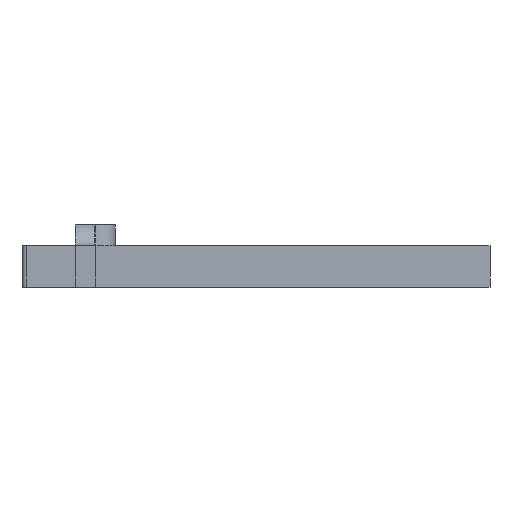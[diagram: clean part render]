
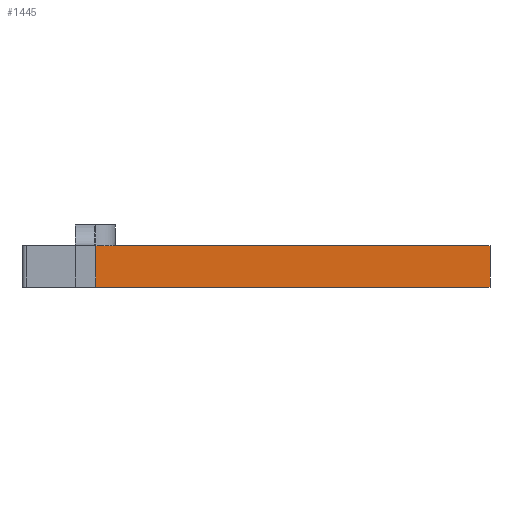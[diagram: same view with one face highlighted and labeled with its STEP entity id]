
A CAD part, front view. The second image highlights one B-rep face of the part: STEP entity #1445.
In plain terms, the highlighted planar face has unit normal (0, -1, 0).
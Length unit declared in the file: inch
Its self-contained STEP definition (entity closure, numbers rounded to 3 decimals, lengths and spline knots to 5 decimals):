
#21 = CARTESIAN_POINT ( 'NONE',  ( -2.5, -0.2, 0.25 ) ) ;
#83 = CARTESIAN_POINT ( 'NONE',  ( -2.0208, -0.2, 0.25 ) ) ;
#144 = DIRECTION ( 'NONE',  ( 1., 0., 0. ) ) ;
#151 = VECTOR ( 'NONE', #144, 39.37008 ) ;
#172 = CARTESIAN_POINT ( 'NONE',  ( 2.5, -0.2, -0.25 ) ) ;
#223 = DIRECTION ( 'NONE',  ( 0., 0., -1. ) ) ;
#362 = AXIS2_PLACEMENT_3D ( 'NONE', #21, #1022, #2329 ) ;
#495 = ORIENTED_EDGE ( 'NONE', *, *, #4435, .F. ) ;
#613 = VERTEX_POINT ( 'NONE', #172 ) ;
#693 = VECTOR ( 'NONE', #223, 39.37008 ) ;
#995 = CARTESIAN_POINT ( 'NONE',  ( -2.25, -0.2, -0.25 ) ) ;
#1022 = DIRECTION ( 'NONE',  ( 0., 1., 0. ) ) ;
#1040 = LINE ( 'NONE', #1101, #693 ) ;
#1059 = CARTESIAN_POINT ( 'NONE',  ( 2.5, -0.2, 0.25 ) ) ;
#1101 = CARTESIAN_POINT ( 'NONE',  ( 2.5, -0.2, 0.25 ) ) ;
#1329 = VERTEX_POINT ( 'NONE', #1059 ) ;
#1445 = ADVANCED_FACE ( 'NONE', ( #6019 ), #1845, .F. ) ;
#1478 = EDGE_CURVE ( 'NONE', #4883, #1641, #1934, .T. ) ;
#1641 = VERTEX_POINT ( 'NONE', #5360 ) ;
#1845 = PLANE ( 'NONE',  #362 ) ;
#1905 = DIRECTION ( 'NONE',  ( 1., 0., 0. ) ) ;
#1934 = LINE ( 'NONE', #995, #2876 ) ;
#2183 = VECTOR ( 'NONE', #4178, 39.37008 ) ;
#2202 = ORIENTED_EDGE ( 'NONE', *, *, #3332, .T. ) ;
#2291 = VERTEX_POINT ( 'NONE', #83 ) ;
#2319 = CARTESIAN_POINT ( 'NONE',  ( -2.5, -0.2, 0.25 ) ) ;
#2329 = DIRECTION ( 'NONE',  ( -1., 0., 0. ) ) ;
#2727 = CARTESIAN_POINT ( 'NONE',  ( -2.5, -0.2, -0.25 ) ) ;
#2773 = LINE ( 'NONE', #2319, #2183 ) ;
#2876 = VECTOR ( 'NONE', #4273, 39.37008 ) ;
#3332 = EDGE_CURVE ( 'NONE', #4883, #613, #5995, .T. ) ;
#3947 = VECTOR ( 'NONE', #1905, 39.37008 ) ;
#3996 = ORIENTED_EDGE ( 'NONE', *, *, #1478, .F. ) ;
#4120 = CARTESIAN_POINT ( 'NONE',  ( -2.25, -0.2, -0.25 ) ) ;
#4178 = DIRECTION ( 'NONE',  ( 1., 0., 0. ) ) ;
#4179 = ORIENTED_EDGE ( 'NONE', *, *, #6016, .F. ) ;
#4186 = CARTESIAN_POINT ( 'NONE',  ( -2.5, -0.2, 0.25 ) ) ;
#4214 = LINE ( 'NONE', #4186, #3947 ) ;
#4273 = DIRECTION ( 'NONE',  ( 0., 0., 1. ) ) ;
#4435 = EDGE_CURVE ( 'NONE', #1641, #2291, #4214, .T. ) ;
#4798 = EDGE_CURVE ( 'NONE', #2291, #1329, #2773, .T. ) ;
#4883 = VERTEX_POINT ( 'NONE', #4120 ) ;
#4891 = EDGE_LOOP ( 'NONE', ( #3996, #2202, #4179, #5522, #495 ) ) ;
#5360 = CARTESIAN_POINT ( 'NONE',  ( -2.25, -0.2, 0.25 ) ) ;
#5522 = ORIENTED_EDGE ( 'NONE', *, *, #4798, .F. ) ;
#5995 = LINE ( 'NONE', #2727, #151 ) ;
#6016 = EDGE_CURVE ( 'NONE', #1329, #613, #1040, .T. ) ;
#6019 = FACE_OUTER_BOUND ( 'NONE', #4891, .T. ) ;
